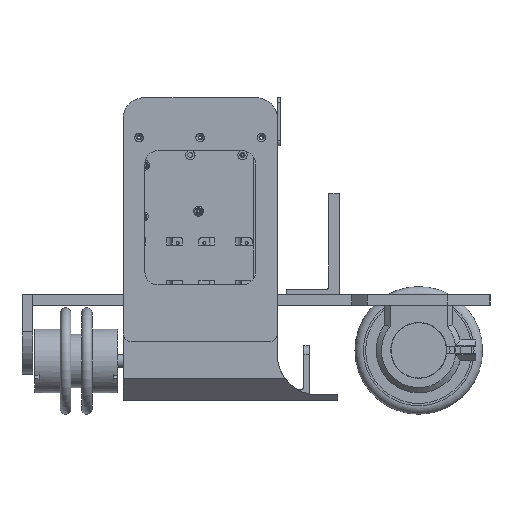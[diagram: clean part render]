
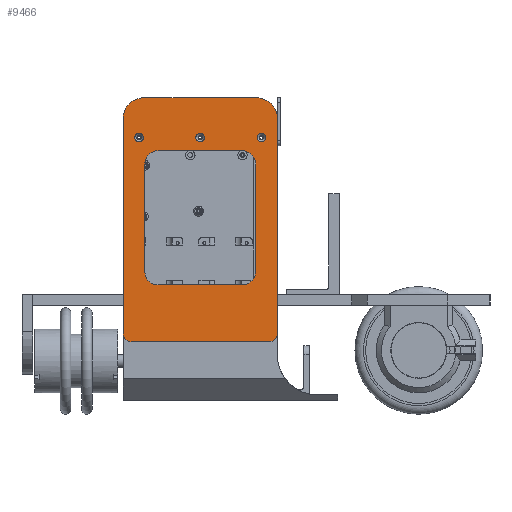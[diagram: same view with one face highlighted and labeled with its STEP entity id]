
A CAD part, left-side view. The second image highlights one B-rep face of the part: STEP entity #9466.
In plain terms, the highlighted planar face has unit normal (-1, 0, 0).
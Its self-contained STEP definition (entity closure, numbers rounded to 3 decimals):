
#301=FACE_BOUND('',#1824,.T.);
#302=FACE_BOUND('',#1825,.T.);
#303=FACE_BOUND('',#1826,.T.);
#304=FACE_BOUND('',#1827,.T.);
#601=PLANE('',#10437);
#1086=FACE_OUTER_BOUND('',#1823,.T.);
#1823=EDGE_LOOP('',(#8030,#8031,#8032,#8033,#8034,#8035,#8036,#8037));
#1824=EDGE_LOOP('',(#8038));
#1825=EDGE_LOOP('',(#8039,#8040,#8041,#8042,#8043,#8044,#8045,#8046));
#1826=EDGE_LOOP('',(#8047));
#1827=EDGE_LOOP('',(#8048));
#2558=LINE('',#15852,#3324);
#2559=LINE('',#15856,#3325);
#2560=LINE('',#15860,#3326);
#2561=LINE('',#15863,#3327);
#2562=LINE('',#15868,#3328);
#2563=LINE('',#15872,#3329);
#2564=LINE('',#15876,#3330);
#2565=LINE('',#15880,#3331);
#3324=VECTOR('',#12773,10.);
#3325=VECTOR('',#12776,10.);
#3326=VECTOR('',#12779,10.);
#3327=VECTOR('',#12782,10.);
#3328=VECTOR('',#12785,10.);
#3329=VECTOR('',#12788,10.);
#3330=VECTOR('',#12791,10.);
#3331=VECTOR('',#12794,10.);
#3945=CIRCLE('',#10435,19.5);
#3947=CIRCLE('',#10438,19.5);
#3948=CIRCLE('',#10439,7.5);
#3949=CIRCLE('',#10440,7.5);
#3950=CIRCLE('',#10441,4.);
#3951=CIRCLE('',#10442,12.5);
#3952=CIRCLE('',#10443,12.5);
#3953=CIRCLE('',#10444,12.5);
#3954=CIRCLE('',#10445,12.5);
#3955=CIRCLE('',#10446,4.);
#3956=CIRCLE('',#10447,4.);
#4678=VERTEX_POINT('',#15842);
#4679=VERTEX_POINT('',#15843);
#4682=VERTEX_POINT('',#15851);
#4683=VERTEX_POINT('',#15853);
#4684=VERTEX_POINT('',#15855);
#4685=VERTEX_POINT('',#15857);
#4686=VERTEX_POINT('',#15859);
#4687=VERTEX_POINT('',#15861);
#4688=VERTEX_POINT('',#15864);
#4689=VERTEX_POINT('',#15866);
#4690=VERTEX_POINT('',#15867);
#4691=VERTEX_POINT('',#15869);
#4692=VERTEX_POINT('',#15871);
#4693=VERTEX_POINT('',#15873);
#4694=VERTEX_POINT('',#15875);
#4695=VERTEX_POINT('',#15877);
#4696=VERTEX_POINT('',#15879);
#4697=VERTEX_POINT('',#15882);
#4698=VERTEX_POINT('',#15884);
#5836=EDGE_CURVE('',#4678,#4679,#3945,.T.);
#5840=EDGE_CURVE('',#4682,#4678,#2558,.T.);
#5841=EDGE_CURVE('',#4683,#4682,#3947,.T.);
#5842=EDGE_CURVE('',#4684,#4683,#2559,.T.);
#5843=EDGE_CURVE('',#4684,#4685,#3948,.T.);
#5844=EDGE_CURVE('',#4686,#4685,#2560,.F.);
#5845=EDGE_CURVE('',#4686,#4687,#3949,.T.);
#5846=EDGE_CURVE('',#4679,#4687,#2561,.T.);
#5847=EDGE_CURVE('',#4688,#4688,#3950,.T.);
#5848=EDGE_CURVE('',#4689,#4690,#2562,.T.);
#5849=EDGE_CURVE('',#4691,#4690,#3951,.T.);
#5850=EDGE_CURVE('',#4691,#4692,#2563,.T.);
#5851=EDGE_CURVE('',#4693,#4692,#3952,.T.);
#5852=EDGE_CURVE('',#4693,#4694,#2564,.T.);
#5853=EDGE_CURVE('',#4695,#4694,#3953,.T.);
#5854=EDGE_CURVE('',#4695,#4696,#2565,.T.);
#5855=EDGE_CURVE('',#4689,#4696,#3954,.T.);
#5856=EDGE_CURVE('',#4697,#4697,#3955,.T.);
#5857=EDGE_CURVE('',#4698,#4698,#3956,.T.);
#8030=ORIENTED_EDGE('',*,*,#5836,.F.);
#8031=ORIENTED_EDGE('',*,*,#5840,.F.);
#8032=ORIENTED_EDGE('',*,*,#5841,.F.);
#8033=ORIENTED_EDGE('',*,*,#5842,.F.);
#8034=ORIENTED_EDGE('',*,*,#5843,.T.);
#8035=ORIENTED_EDGE('',*,*,#5844,.F.);
#8036=ORIENTED_EDGE('',*,*,#5845,.T.);
#8037=ORIENTED_EDGE('',*,*,#5846,.F.);
#8038=ORIENTED_EDGE('',*,*,#5847,.F.);
#8039=ORIENTED_EDGE('',*,*,#5848,.T.);
#8040=ORIENTED_EDGE('',*,*,#5849,.F.);
#8041=ORIENTED_EDGE('',*,*,#5850,.T.);
#8042=ORIENTED_EDGE('',*,*,#5851,.F.);
#8043=ORIENTED_EDGE('',*,*,#5852,.T.);
#8044=ORIENTED_EDGE('',*,*,#5853,.F.);
#8045=ORIENTED_EDGE('',*,*,#5854,.T.);
#8046=ORIENTED_EDGE('',*,*,#5855,.F.);
#8047=ORIENTED_EDGE('',*,*,#5856,.F.);
#8048=ORIENTED_EDGE('',*,*,#5857,.F.);
#9466=ADVANCED_FACE('',(#1086,#301,#302,#303,#304),#601,.F.);
#10435=AXIS2_PLACEMENT_3D('',#15844,#12765,#12766);
#10437=AXIS2_PLACEMENT_3D('',#15850,#12771,#12772);
#10438=AXIS2_PLACEMENT_3D('',#15854,#12774,#12775);
#10439=AXIS2_PLACEMENT_3D('',#15858,#12777,#12778);
#10440=AXIS2_PLACEMENT_3D('',#15862,#12780,#12781);
#10441=AXIS2_PLACEMENT_3D('',#15865,#12783,#12784);
#10442=AXIS2_PLACEMENT_3D('',#15870,#12786,#12787);
#10443=AXIS2_PLACEMENT_3D('',#15874,#12789,#12790);
#10444=AXIS2_PLACEMENT_3D('',#15878,#12792,#12793);
#10445=AXIS2_PLACEMENT_3D('',#15881,#12795,#12796);
#10446=AXIS2_PLACEMENT_3D('',#15883,#12797,#12798);
#10447=AXIS2_PLACEMENT_3D('',#15885,#12799,#12800);
#12765=DIRECTION('center_axis',(1.,0.,0.));
#12766=DIRECTION('ref_axis',(0.,-0.707,0.707));
#12771=DIRECTION('center_axis',(1.,0.,0.));
#12772=DIRECTION('ref_axis',(0.,0.,
1.));
#12773=DIRECTION('',(0.,-1.,0.));
#12774=DIRECTION('center_axis',(1.,0.,0.));
#12775=DIRECTION('ref_axis',(0.,0.707,0.707));
#12776=DIRECTION('',(0.,0.,1.));
#12777=DIRECTION('center_axis',(-1.,0.,0.));
#12778=DIRECTION('ref_axis',(0.,0.707,-0.707));
#12779=DIRECTION('',(0.,-1.,0.));
#12780=DIRECTION('center_axis',(-1.,0.,0.));
#12781=DIRECTION('ref_axis',(0.,-0.707,-0.707));
#12782=DIRECTION('',(0.,0.,-1.));
#12783=DIRECTION('center_axis',(-1.,0.,0.));
#12784=DIRECTION('ref_axis',(0.,-1.,0.));
#12785=DIRECTION('',(0.,0.,-1.));
#12786=DIRECTION('center_axis',(-1.,0.,0.));
#12787=DIRECTION('ref_axis',(0.,-0.707,-0.707));
#12788=DIRECTION('',(0.,1.,0.));
#12789=DIRECTION('center_axis',(-1.,0.,0.));
#12790=DIRECTION('ref_axis',(0.,0.707,-0.707));
#12791=DIRECTION('',(0.,0.,1.));
#12792=DIRECTION('center_axis',(-1.,0.,0.));
#12793=DIRECTION('ref_axis',(0.,0.707,0.707));
#12794=DIRECTION('',(0.,-1.,0.));
#12795=DIRECTION('center_axis',(-1.,0.,0.));
#12796=DIRECTION('ref_axis',(0.,-0.707,0.707));
#12797=DIRECTION('center_axis',(-1.,0.,0.));
#12798=DIRECTION('ref_axis',(0.,-1.,0.));
#12799=DIRECTION('center_axis',(-1.,0.,0.));
#12800=DIRECTION('ref_axis',(0.,-1.,0.));
#15842=CARTESIAN_POINT('',(-34.5,237.796,185.656));
#15843=CARTESIAN_POINT('',(-34.5,218.296,166.156));
#15844=CARTESIAN_POINT('Origin',(-34.5,237.796,166.156));
#15850=CARTESIAN_POINT('Origin',(-34.5,363.296,-93.6));
#15851=CARTESIAN_POINT('',(-34.5,343.796,185.656));
#15852=CARTESIAN_POINT('',(-34.5,363.296,185.656));
#15853=CARTESIAN_POINT('',(-34.5,363.296,166.156));
#15854=CARTESIAN_POINT('Origin',(-34.5,343.796,166.156));
#15855=CARTESIAN_POINT('',(-34.5,363.296,-36.1));
#15856=CARTESIAN_POINT('',(-34.5,363.296,-77.7));
#15857=CARTESIAN_POINT('',(-34.5,355.796,-43.6));
#15858=CARTESIAN_POINT('Origin',(-34.5,355.796,-36.1));
#15859=CARTESIAN_POINT('',(-34.5,225.796,-43.6));
#15860=CARTESIAN_POINT('',(-34.5,287.046,-43.6));
#15861=CARTESIAN_POINT('',(-34.5,218.296,-36.1));
#15862=CARTESIAN_POINT('Origin',(-34.5,225.796,-36.1));
#15863=CARTESIAN_POINT('',(-34.5,218.296,-77.7));
#15864=CARTESIAN_POINT('',(-34.5,294.796,148.156));
#15865=CARTESIAN_POINT('Origin',(-34.5,290.796,148.156));
#15866=CARTESIAN_POINT('',(-34.5,238.734,123.36));
#15867=CARTESIAN_POINT('',(-34.5,238.734,22.211));
#15868=CARTESIAN_POINT('',(-34.5,238.734,21.13));
#15869=CARTESIAN_POINT('',(-34.5,251.234,9.711));
#15870=CARTESIAN_POINT('Origin',(-34.5,251.234,22.211));
#15871=CARTESIAN_POINT('',(-34.5,330.359,9.711));
#15872=CARTESIAN_POINT('',(-34.5,301.015,9.711));
#15873=CARTESIAN_POINT('',(-34.5,342.859,22.211));
#15874=CARTESIAN_POINT('Origin',(-34.5,330.359,22.211));
#15875=CARTESIAN_POINT('',(-34.5,342.859,123.36));
#15876=CARTESIAN_POINT('',(-34.5,342.859,-36.945));
#15877=CARTESIAN_POINT('',(-34.5,330.359,135.86));
#15878=CARTESIAN_POINT('Origin',(-34.5,330.359,123.36));
#15879=CARTESIAN_POINT('',(-34.5,251.234,135.86));
#15880=CARTESIAN_POINT('',(-34.5,353.078,135.86));
#15881=CARTESIAN_POINT('Origin',(-34.5,251.234,123.36));
#15882=CARTESIAN_POINT('',(-34.5,352.296,148.156));
#15883=CARTESIAN_POINT('Origin',(-34.5,348.296,148.156));
#15884=CARTESIAN_POINT('',(-34.5,237.296,148.156));
#15885=CARTESIAN_POINT('Origin',(-34.5,233.296,148.156));
